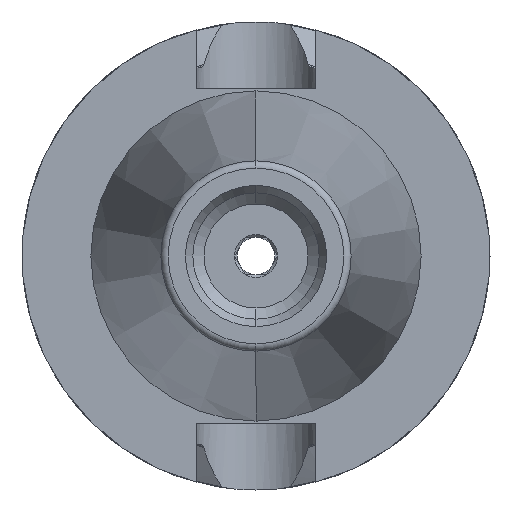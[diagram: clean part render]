
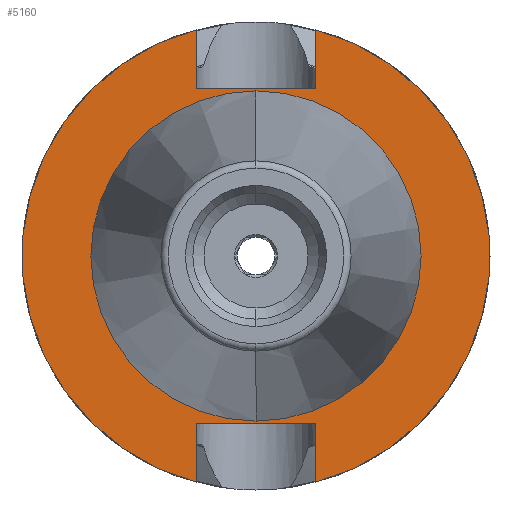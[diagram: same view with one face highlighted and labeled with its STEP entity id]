
A CAD part, left-side view. The second image highlights one B-rep face of the part: STEP entity #5160.
In plain terms, the highlighted planar face has unit normal (-1, 0, 0).
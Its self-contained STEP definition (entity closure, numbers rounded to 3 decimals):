
#3 = CARTESIAN_POINT ( 'NONE',  ( 2., -8.05, 22.6 ) ) ;
#280 = VERTEX_POINT ( 'NONE', #8576 ) ;
#362 = CARTESIAN_POINT ( 'NONE',  ( 2., 0., 21.725 ) ) ;
#443 = VERTEX_POINT ( 'NONE', #5288 ) ;
#564 = EDGE_LOOP ( 'NONE', ( #9312, #1705, #8293, #3223, #8246, #8740, #5902, #688 ) ) ;
#673 = EDGE_LOOP ( 'NONE', ( #4479, #3284 ) ) ;
#688 = ORIENTED_EDGE ( 'NONE', *, *, #6386, .F. ) ;
#900 = CARTESIAN_POINT ( 'NONE',  ( 2., 8.05, 22.6 ) ) ;
#929 = DIRECTION ( 'NONE',  ( 0., 0., -1. ) ) ;
#1153 = DIRECTION ( 'NONE',  ( 0., 1., 0. ) ) ;
#1172 = VERTEX_POINT ( 'NONE', #3 ) ;
#1342 = VECTOR ( 'NONE', #3250, 1000. ) ;
#1513 = CARTESIAN_POINT ( 'NONE',  ( 2., -8.05, -22.6 ) ) ;
#1648 = DIRECTION ( 'NONE',  ( 1., 0., 0. ) ) ;
#1705 = ORIENTED_EDGE ( 'NONE', *, *, #5507, .F. ) ;
#1722 = CARTESIAN_POINT ( 'NONE',  ( 2., 0., 0. ) ) ;
#1728 = VERTEX_POINT ( 'NONE', #1906 ) ;
#1836 = LINE ( 'NONE', #3566, #10339 ) ;
#1906 = CARTESIAN_POINT ( 'NONE',  ( 2., 8.05, -30.454 ) ) ;
#1939 = VERTEX_POINT ( 'NONE', #9324 ) ;
#2141 = FACE_BOUND ( 'NONE', #673, .T. ) ;
#2211 = AXIS2_PLACEMENT_3D ( 'NONE', #6332, #6306, #6273 ) ;
#2362 = AXIS2_PLACEMENT_3D ( 'NONE', #2972, #2943, #2924 ) ;
#2375 = LINE ( 'NONE', #4352, #8646 ) ;
#2924 = DIRECTION ( 'NONE',  ( 0., 0., 1. ) ) ;
#2943 = DIRECTION ( 'NONE',  ( -1., 0., 0. ) ) ;
#2972 = CARTESIAN_POINT ( 'NONE',  ( 2., 0., 0. ) ) ;
#3161 = CIRCLE ( 'NONE', #5947, 21.725 ) ;
#3223 = ORIENTED_EDGE ( 'NONE', *, *, #5832, .F. ) ;
#3250 = DIRECTION ( 'NONE',  ( 0., 0., -1. ) ) ;
#3284 = ORIENTED_EDGE ( 'NONE', *, *, #4591, .T. ) ;
#3291 = CARTESIAN_POINT ( 'NONE',  ( 2., 8.05, -30.454 ) ) ;
#3457 = DIRECTION ( 'NONE',  ( 0., 0., -1. ) ) ;
#3507 = DIRECTION ( 'NONE',  ( 0., 0., 1. ) ) ;
#3566 = CARTESIAN_POINT ( 'NONE',  ( 2., 8.05, 30.454 ) ) ;
#3668 = LINE ( 'NONE', #1513, #9686 ) ;
#4286 = DIRECTION ( 'NONE',  ( 0., -1., 0. ) ) ;
#4321 = PLANE ( 'NONE',  #7411 ) ;
#4352 = CARTESIAN_POINT ( 'NONE',  ( 2., -8.05, 22.6 ) ) ;
#4479 = ORIENTED_EDGE ( 'NONE', *, *, #5435, .T. ) ;
#4485 = CIRCLE ( 'NONE', #2362, 31.5 ) ;
#4591 = EDGE_CURVE ( 'NONE', #280, #10179, #6570, .T. ) ;
#4741 = DIRECTION ( 'NONE',  ( 0., 0., -1. ) ) ;
#4820 = EDGE_CURVE ( 'NONE', #443, #10220, #4485, .T. ) ;
#4877 = DIRECTION ( 'NONE',  ( 1., 0., 0. ) ) ;
#4884 = CARTESIAN_POINT ( 'NONE',  ( 2., -8.05, -22.6 ) ) ;
#4909 = CARTESIAN_POINT ( 'NONE',  ( 2., 0., 0. ) ) ;
#4930 = AXIS2_PLACEMENT_3D ( 'NONE', #5337, #5268, #5226 ) ;
#5160 = ADVANCED_FACE ( 'NONE', ( #6743, #2141 ), #4321, .F. ) ;
#5226 = DIRECTION ( 'NONE',  ( 0., 0., 1. ) ) ;
#5268 = DIRECTION ( 'NONE',  ( -1., 0., 0. ) ) ;
#5288 = CARTESIAN_POINT ( 'NONE',  ( 2., -8.05, -30.454 ) ) ;
#5337 = CARTESIAN_POINT ( 'NONE',  ( 2., 0., 0. ) ) ;
#5435 = EDGE_CURVE ( 'NONE', #10179, #280, #3161, .T. ) ;
#5507 = EDGE_CURVE ( 'NONE', #10243, #1728, #5739, .T. ) ;
#5634 = EDGE_CURVE ( 'NONE', #10608, #10243, #3668, .T. ) ;
#5739 = LINE ( 'NONE', #3291, #1342 ) ;
#5832 = EDGE_CURVE ( 'NONE', #443, #10608, #10363, .T. ) ;
#5853 = VECTOR ( 'NONE', #9239, 1000. ) ;
#5902 = ORIENTED_EDGE ( 'NONE', *, *, #6237, .F. ) ;
#5947 = AXIS2_PLACEMENT_3D ( 'NONE', #4909, #4877, #4741 ) ;
#5969 = EDGE_CURVE ( 'NONE', #1172, #10220, #8020, .T. ) ;
#5987 = VECTOR ( 'NONE', #3507, 1000. ) ;
#6165 = EDGE_CURVE ( 'NONE', #1939, #1728, #9920, .T. ) ;
#6237 = EDGE_CURVE ( 'NONE', #9342, #1172, #2375, .T. ) ;
#6273 = DIRECTION ( 'NONE',  ( 0., 0., -1. ) ) ;
#6306 = DIRECTION ( 'NONE',  ( 1., 0., 0. ) ) ;
#6332 = CARTESIAN_POINT ( 'NONE',  ( 2., 0., 0. ) ) ;
#6361 = CARTESIAN_POINT ( 'NONE',  ( 2., -8.05, -30.454 ) ) ;
#6386 = EDGE_CURVE ( 'NONE', #1939, #9342, #1836, .T. ) ;
#6570 = CIRCLE ( 'NONE', #2211, 21.725 ) ;
#6743 = FACE_OUTER_BOUND ( 'NONE', #564, .T. ) ;
#6847 = CARTESIAN_POINT ( 'NONE',  ( 2., 8.05, -22.6 ) ) ;
#7411 = AXIS2_PLACEMENT_3D ( 'NONE', #1722, #1648, #929 ) ;
#8020 = LINE ( 'NONE', #9964, #5853 ) ;
#8246 = ORIENTED_EDGE ( 'NONE', *, *, #4820, .T. ) ;
#8293 = ORIENTED_EDGE ( 'NONE', *, *, #5634, .F. ) ;
#8576 = CARTESIAN_POINT ( 'NONE',  ( 2., 0., -21.725 ) ) ;
#8646 = VECTOR ( 'NONE', #4286, 1000. ) ;
#8740 = ORIENTED_EDGE ( 'NONE', *, *, #5969, .F. ) ;
#9239 = DIRECTION ( 'NONE',  ( 0., 0., 1. ) ) ;
#9312 = ORIENTED_EDGE ( 'NONE', *, *, #6165, .T. ) ;
#9324 = CARTESIAN_POINT ( 'NONE',  ( 2., 8.05, 30.454 ) ) ;
#9342 = VERTEX_POINT ( 'NONE', #900 ) ;
#9686 = VECTOR ( 'NONE', #1153, 1000. ) ;
#9920 = CIRCLE ( 'NONE', #4930, 31.5 ) ;
#9964 = CARTESIAN_POINT ( 'NONE',  ( 2., -8.05, 30.454 ) ) ;
#10062 = CARTESIAN_POINT ( 'NONE',  ( 2., -8.05, 30.454 ) ) ;
#10179 = VERTEX_POINT ( 'NONE', #362 ) ;
#10220 = VERTEX_POINT ( 'NONE', #10062 ) ;
#10243 = VERTEX_POINT ( 'NONE', #6847 ) ;
#10339 = VECTOR ( 'NONE', #3457, 1000. ) ;
#10363 = LINE ( 'NONE', #6361, #5987 ) ;
#10608 = VERTEX_POINT ( 'NONE', #4884 ) ;
